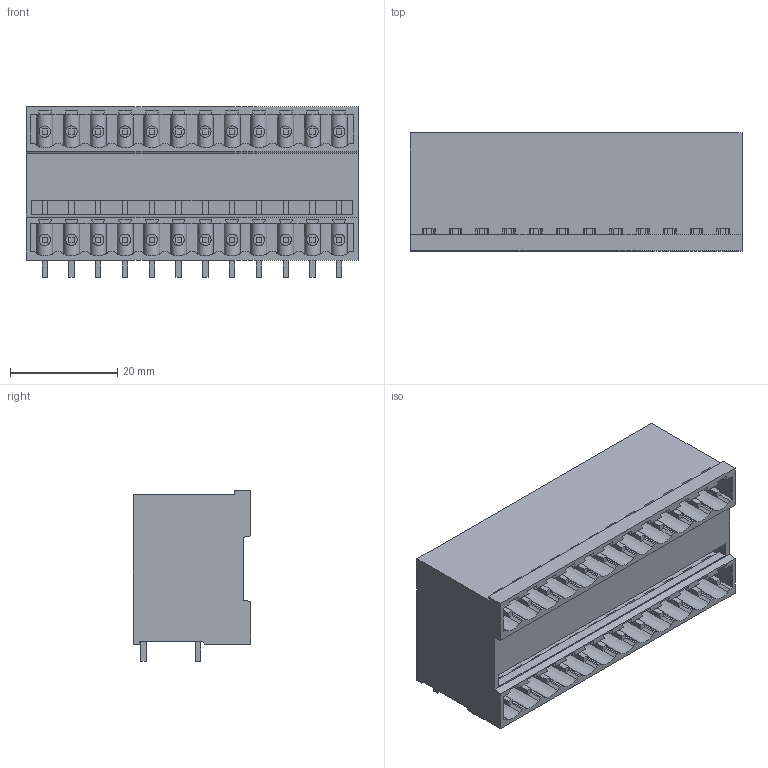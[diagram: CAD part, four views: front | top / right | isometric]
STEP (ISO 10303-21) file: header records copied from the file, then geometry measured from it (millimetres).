
FILE_DESCRIPTION(('CATIA V5R24 STEP','CAx-IF Rec.Pracs.--- Model Styling and Organization---1.4--- 2014-01-23'),'2;1');
FILE_NAME ('D1453482_1_1614450000_1614450000.stp','2021-12-08T07:19:03+00:00',('none'),('Weidmueller'),'CATIA Version 5-6 Release 2016 SP3 HF44','CATIA V5 STEP AP214','none');
FILE_SCHEMA(('AUTOMOTIVE_DESIGN { 1 0 10303 214 1 1 1 1 }'));
Length unit declared in the file: millimetre
Products named in the file (1): 1614450000
Bounding box: 62 x 22 x 31.85 mm (x, y, z)
Volume: 26261.1 mm3; surface area: 18727.5 mm2
Topology: 25 solids, 25 shells, 1061 faces, 3072 edges, 2054 vertices
Faces by surface type: plane 893, cylinder 144, extrusion 24
Entity records: 34179 total; most frequent: CARTESIAN_POINT 8153, ORIENTED_EDGE 6144, DIRECTION 4060, EDGE_CURVE 3072, VECTOR 2734, LINE 2710, VERTEX_POINT 2054, EDGE_LOOP 1174
